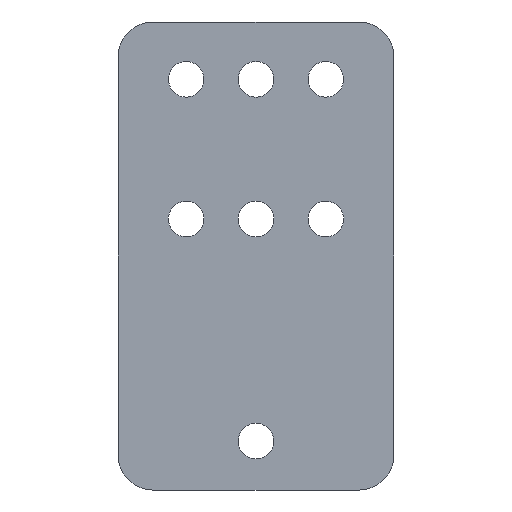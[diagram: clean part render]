
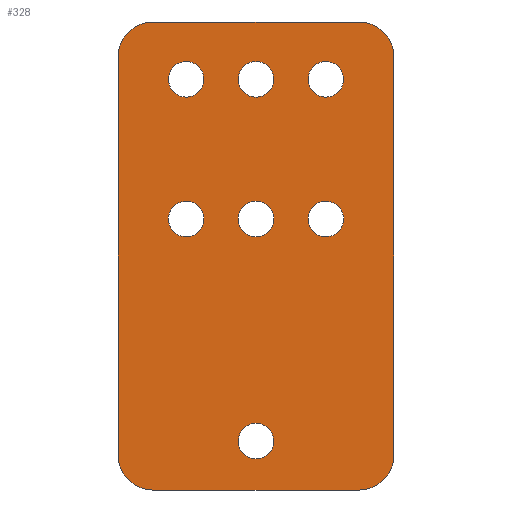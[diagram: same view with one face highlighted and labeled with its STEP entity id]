
A CAD part, front view. The second image highlights one B-rep face of the part: STEP entity #328.
In plain terms, the highlighted planar face has unit normal (0, -1, 0).
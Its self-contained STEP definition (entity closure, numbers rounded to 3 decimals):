
#33=FACE_BOUND('',#66,.T.);
#34=FACE_BOUND('',#67,.T.);
#35=FACE_BOUND('',#68,.T.);
#36=FACE_BOUND('',#69,.T.);
#37=FACE_BOUND('',#70,.T.);
#38=FACE_BOUND('',#71,.T.);
#39=FACE_BOUND('',#72,.T.);
#41=FACE_OUTER_BOUND('',#65,.T.);
#65=EDGE_LOOP('',(#246,#247,#248,#249,#250,#251,#252,#253));
#66=EDGE_LOOP('',(#254));
#67=EDGE_LOOP('',(#255));
#68=EDGE_LOOP('',(#256));
#69=EDGE_LOOP('',(#257));
#70=EDGE_LOOP('',(#258));
#71=EDGE_LOOP('',(#259));
#72=EDGE_LOOP('',(#260));
#92=LINE('',#537,#115);
#93=LINE('',#541,#116);
#94=LINE('',#545,#117);
#95=LINE('',#548,#118);
#115=VECTOR('',#431,57.);
#116=VECTOR('',#434,29.5);
#117=VECTOR('',#437,57.);
#118=VECTOR('',#440,29.5);
#145=CIRCLE('',#371,5.);
#146=CIRCLE('',#372,5.);
#147=CIRCLE('',#373,5.);
#148=CIRCLE('',#374,5.);
#149=CIRCLE('',#375,2.55);
#150=CIRCLE('',#376,2.55);
#151=CIRCLE('',#377,2.55);
#152=CIRCLE('',#378,2.55);
#153=CIRCLE('',#379,2.55);
#154=CIRCLE('',#380,2.55);
#155=CIRCLE('',#381,2.55);
#171=VERTEX_POINT('',#533);
#172=VERTEX_POINT('',#534);
#173=VERTEX_POINT('',#536);
#174=VERTEX_POINT('',#538);
#175=VERTEX_POINT('',#540);
#176=VERTEX_POINT('',#542);
#177=VERTEX_POINT('',#544);
#178=VERTEX_POINT('',#546);
#179=VERTEX_POINT('',#549);
#180=VERTEX_POINT('',#551);
#181=VERTEX_POINT('',#553);
#182=VERTEX_POINT('',#555);
#183=VERTEX_POINT('',#557);
#184=VERTEX_POINT('',#559);
#185=VERTEX_POINT('',#561);
#201=EDGE_CURVE('',#171,#172,#145,.T.);
#202=EDGE_CURVE('',#173,#171,#92,.T.);
#203=EDGE_CURVE('',#174,#173,#146,.T.);
#204=EDGE_CURVE('',#175,#174,#93,.T.);
#205=EDGE_CURVE('',#176,#175,#147,.T.);
#206=EDGE_CURVE('',#177,#176,#94,.T.);
#207=EDGE_CURVE('',#178,#177,#148,.T.);
#208=EDGE_CURVE('',#172,#178,#95,.T.);
#209=EDGE_CURVE('',#179,#179,#149,.T.);
#210=EDGE_CURVE('',#180,#180,#150,.T.);
#211=EDGE_CURVE('',#181,#181,#151,.T.);
#212=EDGE_CURVE('',#182,#182,#152,.T.);
#213=EDGE_CURVE('',#183,#183,#153,.T.);
#214=EDGE_CURVE('',#184,#184,#154,.T.);
#215=EDGE_CURVE('',#185,#185,#155,.T.);
#246=ORIENTED_EDGE('',*,*,#201,.F.);
#247=ORIENTED_EDGE('',*,*,#202,.F.);
#248=ORIENTED_EDGE('',*,*,#203,.F.);
#249=ORIENTED_EDGE('',*,*,#204,.F.);
#250=ORIENTED_EDGE('',*,*,#205,.F.);
#251=ORIENTED_EDGE('',*,*,#206,.F.);
#252=ORIENTED_EDGE('',*,*,#207,.F.);
#253=ORIENTED_EDGE('',*,*,#208,.F.);
#254=ORIENTED_EDGE('',*,*,#209,.T.);
#255=ORIENTED_EDGE('',*,*,#210,.T.);
#256=ORIENTED_EDGE('',*,*,#211,.T.);
#257=ORIENTED_EDGE('',*,*,#212,.T.);
#258=ORIENTED_EDGE('',*,*,#213,.T.);
#259=ORIENTED_EDGE('',*,*,#214,.T.);
#260=ORIENTED_EDGE('',*,*,#215,.T.);
#322=PLANE('',#370);
#328=ADVANCED_FACE('',(#41,#33,#34,#35,#36,#37,#38,#39),#322,.T.);
#370=AXIS2_PLACEMENT_3D('',#532,#427,#428);
#371=AXIS2_PLACEMENT_3D('',#535,#429,#430);
#372=AXIS2_PLACEMENT_3D('',#539,#432,#433);
#373=AXIS2_PLACEMENT_3D('',#543,#435,#436);
#374=AXIS2_PLACEMENT_3D('',#547,#438,#439);
#375=AXIS2_PLACEMENT_3D('',#550,#441,#442);
#376=AXIS2_PLACEMENT_3D('',#552,#443,#444);
#377=AXIS2_PLACEMENT_3D('',#554,#445,#446);
#378=AXIS2_PLACEMENT_3D('',#556,#447,#448);
#379=AXIS2_PLACEMENT_3D('',#558,#449,#450);
#380=AXIS2_PLACEMENT_3D('',#560,#451,#452);
#381=AXIS2_PLACEMENT_3D('',#562,#453,#454);
#427=DIRECTION('center_axis',(0.,-1.,0.));
#428=DIRECTION('ref_axis',(0.,0.,-1.));
#429=DIRECTION('center_axis',(0.,1.,0.));
#430=DIRECTION('ref_axis',(0.,0.,-1.));
#431=DIRECTION('',(0.,0.,1.));
#432=DIRECTION('center_axis',(0.,1.,0.));
#433=DIRECTION('ref_axis',(0.,0.,1.));
#434=DIRECTION('',(-1.,0.,0.));
#435=DIRECTION('center_axis',(0.,1.,0.));
#436=DIRECTION('ref_axis',(0.,0.,1.));
#437=DIRECTION('',(0.,0.,-1.));
#438=DIRECTION('center_axis',(0.,1.,0.));
#439=DIRECTION('ref_axis',(0.,0.,1.));
#440=DIRECTION('',(1.,0.,0.));
#441=DIRECTION('center_axis',(0.,1.,0.));
#442=DIRECTION('ref_axis',(0.,0.,1.));
#443=DIRECTION('center_axis',(0.,1.,0.));
#444=DIRECTION('ref_axis',(0.,0.,1.));
#445=DIRECTION('center_axis',(0.,1.,0.));
#446=DIRECTION('ref_axis',(0.,0.,1.));
#447=DIRECTION('center_axis',(0.,1.,0.));
#448=DIRECTION('ref_axis',(0.,0.,1.));
#449=DIRECTION('center_axis',(0.,1.,0.));
#450=DIRECTION('ref_axis',(0.,0.,1.));
#451=DIRECTION('center_axis',(0.,1.,0.));
#452=DIRECTION('ref_axis',(0.,0.,1.));
#453=DIRECTION('center_axis',(0.,1.,0.));
#454=DIRECTION('ref_axis',(0.,0.,1.));
#532=CARTESIAN_POINT('Origin',(-14.75,0.,28.5));
#533=CARTESIAN_POINT('',(-19.75,0.,28.5));
#534=CARTESIAN_POINT('',(-14.75,0.,33.5));
#535=CARTESIAN_POINT('Origin',(-14.75,0.,28.5));
#536=CARTESIAN_POINT('',(-19.75,0.,-28.5));
#537=CARTESIAN_POINT('',(-19.75,0.,-28.5));
#538=CARTESIAN_POINT('',(-14.75,0.,-33.5));
#539=CARTESIAN_POINT('Origin',(-14.75,0.,-28.5));
#540=CARTESIAN_POINT('',(14.75,0.,-33.5));
#541=CARTESIAN_POINT('',(14.75,0.,-33.5));
#542=CARTESIAN_POINT('',(19.75,0.,-28.5));
#543=CARTESIAN_POINT('Origin',(14.75,0.,-28.5));
#544=CARTESIAN_POINT('',(19.75,0.,28.5));
#545=CARTESIAN_POINT('',(19.75,0.,28.5));
#546=CARTESIAN_POINT('',(14.75,0.,33.5));
#547=CARTESIAN_POINT('Origin',(14.75,0.,28.5));
#548=CARTESIAN_POINT('',(-14.75,0.,33.5));
#549=CARTESIAN_POINT('',(0.,0.,-23.95));
#550=CARTESIAN_POINT('Origin',(0.,0.,-26.5));
#551=CARTESIAN_POINT('',(10.,0.,7.84));
#552=CARTESIAN_POINT('Origin',(10.,0.,5.29));
#553=CARTESIAN_POINT('',(0.,0.,7.84));
#554=CARTESIAN_POINT('Origin',(0.,0.,5.29));
#555=CARTESIAN_POINT('',(-10.,0.,7.84));
#556=CARTESIAN_POINT('Origin',(-10.,0.,5.29));
#557=CARTESIAN_POINT('',(-10.,0.,27.84));
#558=CARTESIAN_POINT('Origin',(-10.,0.,25.29));
#559=CARTESIAN_POINT('',(0.,0.,27.84));
#560=CARTESIAN_POINT('Origin',(0.,0.,25.29));
#561=CARTESIAN_POINT('',(10.,0.,27.84));
#562=CARTESIAN_POINT('Origin',(10.,0.,25.29));
